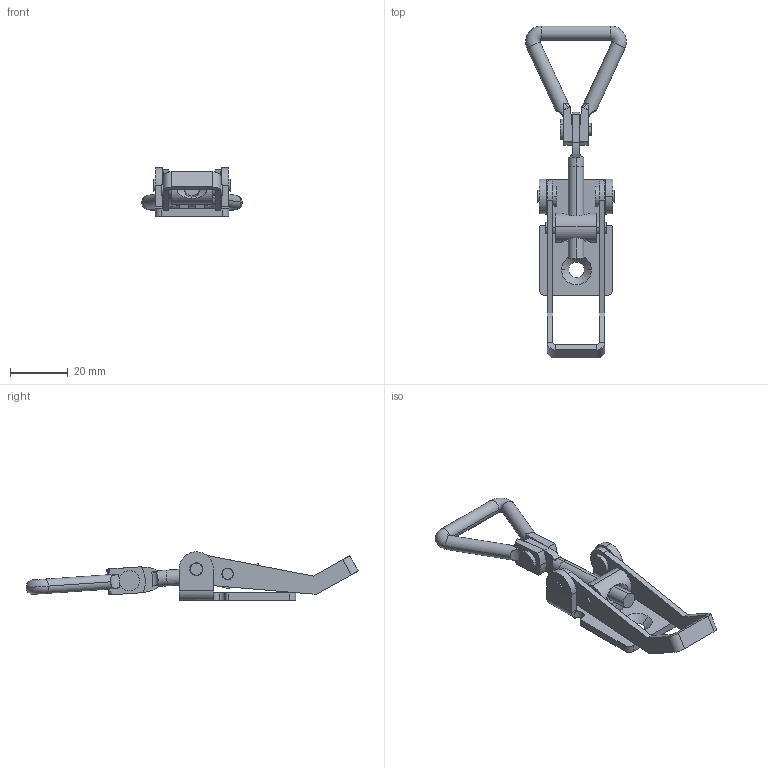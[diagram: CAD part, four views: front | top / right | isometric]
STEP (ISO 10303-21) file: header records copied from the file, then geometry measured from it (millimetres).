
FILE_DESCRIPTION (( 'STEP AP214' ), '1' );
FILE_NAME ('D12093 - 120 SS3 Stainless Hinged screw loop.STEP', '2017-02-15T15:04:33', ( '' ), ( '' ), 'SwSTEP 2.0', 'SolidWorks 2015', '' );
FILE_SCHEMA (( 'AUTOMOTIVE_DESIGN' ));
Length unit declared in the file: millimetre
Products named in the file (8): D12093 - 120 SS3 Stainless Hinged screw loop; nitöggla; skruv till ledad öggla; rulle; ring till ledad öggla; nit; bygel; platta
Assembly tree (8 placements, depth 2):
  D12093 - 120 SS3 Stainless Hinged screw loop
    platta
    bygel
    nit  x2
    ring till ledad öggla
    rulle
    skruv till ledad öggla
    nitöggla
Bounding box: 34.97 x 115.32 x 16.8 mm (x, y, z)
Volume: 9587 mm3; surface area: 10056.6 mm2
Topology: 8 solids, 8 shells, 181 faces, 429 edges, 264 vertices
Faces by surface type: cylinder 80, plane 79, cone 8, torus 8, bspline 6
Entity records: 5878 total; most frequent: CARTESIAN_POINT 1441, DIRECTION 905, ORIENTED_EDGE 826, EDGE_CURVE 413, AXIS2_PLACEMENT_3D 345, VERTEX_POINT 256, VECTOR 215, LINE 215
